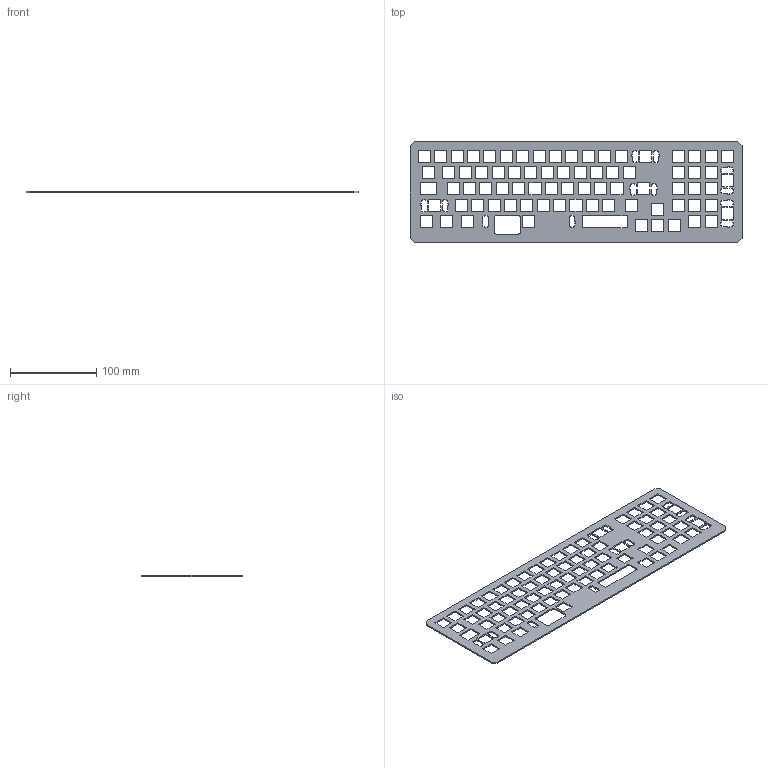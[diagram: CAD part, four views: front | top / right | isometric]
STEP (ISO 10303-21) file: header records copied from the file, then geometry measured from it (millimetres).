
FILE_DESCRIPTION(('KiCad electronic assembly'),'2;1');
FILE_NAME('Z18_plate.step','2021-12-10T11:21:32',('Pcbnew'),('Kicad'), 'Open CASCADE STEP processor 7.6','KiCad to STEP converter','Unknown' );
FILE_SCHEMA(('AUTOMOTIVE_DESIGN { 1 0 10303 214 1 1 1 1 }'));
Length unit declared in the file: millimetre
Products named in the file (2): Z18_plate 1; Z18_Plate PCB
Assembly tree (1 placements, depth 2):
  Z18_plate 1
    Z18_Plate PCB
Bounding box: 385.76 x 116.68 x 1.6 mm (x, y, z)
Volume: 43675.7 mm3; surface area: 64259.5 mm2
Topology: 1 solids, 1 shells, 562 faces, 1680 edges, 1120 vertices
Faces by surface type: plane 558, cylinder 4
Entity records: 40747 total; most frequent: CARTESIAN_POINT 6772, DIRECTION 6168, LINE 5024, VECTOR 5024, ORIENTED_EDGE 3360, PCURVE 3360, DEFINITIONAL_REPRESENTATION 3360, EDGE_CURVE 1680
